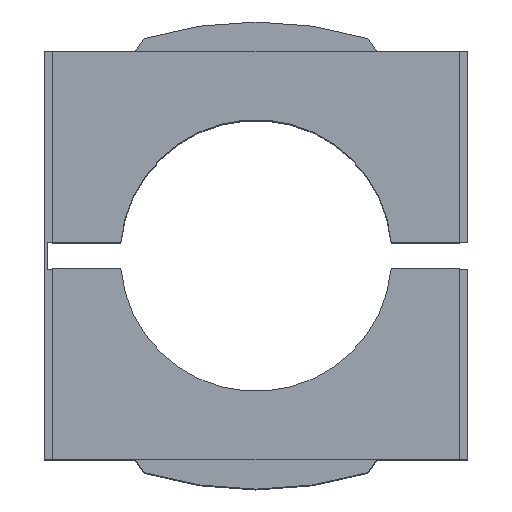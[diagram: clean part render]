
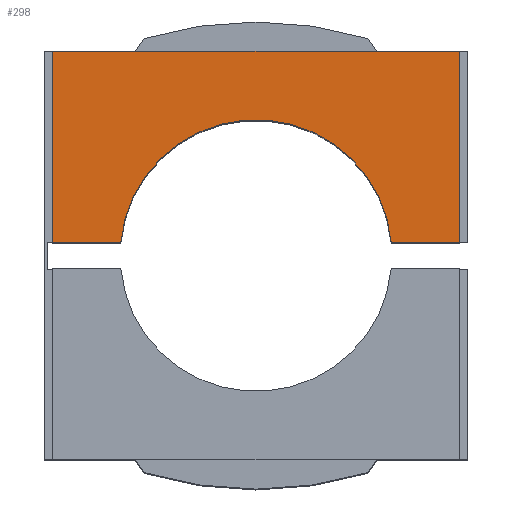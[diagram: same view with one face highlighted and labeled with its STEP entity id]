
A CAD part, top view. The second image highlights one B-rep face of the part: STEP entity #298.
In plain terms, the highlighted planar face has unit normal (0, 0, 1).
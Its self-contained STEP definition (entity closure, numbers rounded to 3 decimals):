
#298 = ADVANCED_FACE( '', ( #647 ), #648, .T. );
#647 = FACE_OUTER_BOUND( '', #1042, .T. );
#648 = PLANE( '', #1043 );
#1042 = EDGE_LOOP( '', ( #1927, #1928, #1929, #1930, #1931, #1932 ) );
#1043 = AXIS2_PLACEMENT_3D( '', #1933, #1934, #1935 );
#1927 = ORIENTED_EDGE( '', *, *, #2612, .F. );
#1928 = ORIENTED_EDGE( '', *, *, #2550, .T. );
#1929 = ORIENTED_EDGE( '', *, *, #2586, .F. );
#1930 = ORIENTED_EDGE( '', *, *, #2803, .T. );
#1931 = ORIENTED_EDGE( '', *, *, #2743, .F. );
#1932 = ORIENTED_EDGE( '', *, *, #2837, .T. );
#1933 = CARTESIAN_POINT( '', ( 0., 11.5, 0. ) );
#1934 = DIRECTION( '', ( 0., 0., 1. ) );
#1935 = DIRECTION( '', ( 1., 0., 0. ) );
#2550 = EDGE_CURVE( '', #3129, #3127, #3130, .T. );
#2586 = EDGE_CURVE( '', #3189, #3127, #3191, .T. );
#2612 = EDGE_CURVE( '', #3129, #3232, #3236, .T. );
#2743 = EDGE_CURVE( '', #3434, #3436, #3437, .T. );
#2803 = EDGE_CURVE( '', #3189, #3436, #3523, .T. );
#2837 = EDGE_CURVE( '', #3434, #3232, #3570, .T. );
#3127 = VERTEX_POINT( '', #3952 );
#3129 = VERTEX_POINT( '', #3955 );
#3130 = LINE( '', #3956, #3957 );
#3189 = VERTEX_POINT( '', #4042 );
#3191 = LINE( '', #4045, #4046 );
#3232 = VERTEX_POINT( '', #4106 );
#3236 = LINE( '', #4112, #4113 );
#3434 = VERTEX_POINT( '', #4397 );
#3436 = VERTEX_POINT( '', #4400 );
#3437 = CIRCLE( '', #4401, 10.125 );
#3523 = LINE( '', #4526, #4527 );
#3570 = LINE( '', #4601, #4602 );
#3952 = CARTESIAN_POINT( '', ( -15.15, 15.2, 0. ) );
#3955 = CARTESIAN_POINT( '', ( 15.15, 15.2, 0. ) );
#3956 = CARTESIAN_POINT( '', ( -8.995, 15.2, 0. ) );
#3957 = VECTOR( '', #4872, 1000. );
#4042 = CARTESIAN_POINT( '', ( -15.15, 1., 0. ) );
#4045 = CARTESIAN_POINT( '', ( -15.15, 11.5, 0. ) );
#4046 = VECTOR( '', #4906, 1000. );
#4106 = CARTESIAN_POINT( '', ( 15.15, 1., 0. ) );
#4112 = CARTESIAN_POINT( '', ( 15.15, 11.5, 0. ) );
#4113 = VECTOR( '', #4928, 1000. );
#4397 = CARTESIAN_POINT( '', ( 10.075, 1., 0. ) );
#4400 = CARTESIAN_POINT( '', ( -10.075, 1., 0. ) );
#4401 = AXIS2_PLACEMENT_3D( '', #5058, #5059, #5060 );
#4526 = CARTESIAN_POINT( '', ( -15.55, 1., 0. ) );
#4527 = VECTOR( '', #5118, 1000. );
#4601 = CARTESIAN_POINT( '', ( 10.075, 1., 0. ) );
#4602 = VECTOR( '', #5146, 1000. );
#4872 = DIRECTION( '', ( -1., 0., 0. ) );
#4906 = DIRECTION( '', ( 0., 1., 0. ) );
#4928 = DIRECTION( '', ( 0., -1., 0. ) );
#5058 = CARTESIAN_POINT( '', ( 0., 0., 0. ) );
#5059 = DIRECTION( '', ( 0., 0., 1. ) );
#5060 = DIRECTION( '', ( 1., 0., 0. ) );
#5118 = DIRECTION( '', ( 1., 0., 0. ) );
#5146 = DIRECTION( '', ( 1., 0., 0. ) );
